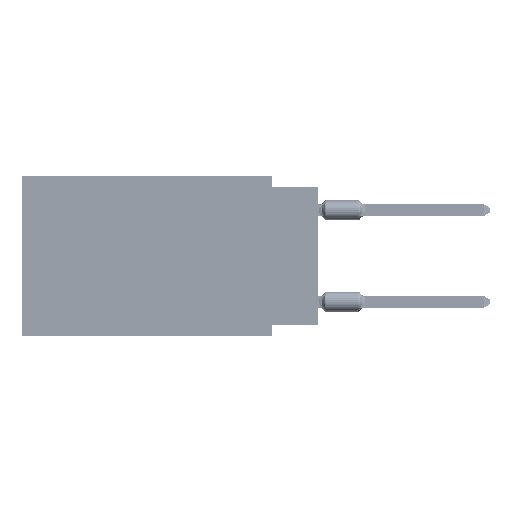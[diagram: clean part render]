
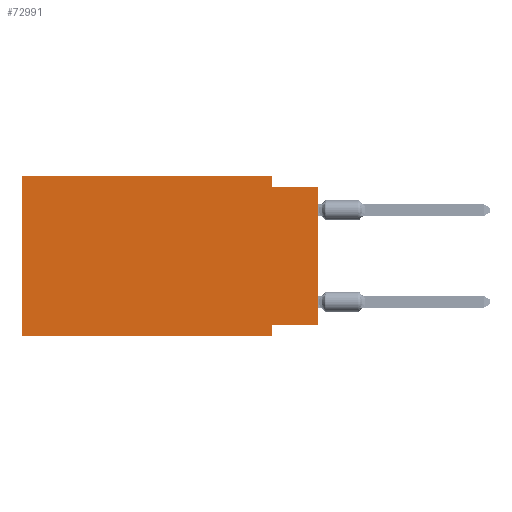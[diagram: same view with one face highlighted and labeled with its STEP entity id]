
A CAD part, left-side view. The second image highlights one B-rep face of the part: STEP entity #72991.
In plain terms, the highlighted planar face has unit normal (-1, 0, 0).
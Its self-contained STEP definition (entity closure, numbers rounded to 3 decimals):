
#977 = ORIENTED_EDGE ( 'NONE', *, *, #26152, .F. ) ;
#1767 = FACE_OUTER_BOUND ( 'NONE', #83758, .T. ) ;
#2027 = VERTEX_POINT ( 'NONE', #52255 ) ;
#2262 = LINE ( 'NONE', #76373, #21420 ) ;
#3368 = LINE ( 'NONE', #15812, #67339 ) ;
#3507 = CARTESIAN_POINT ( 'NONE',  ( 0., 16.383, 0. ) ) ;
#4106 = ORIENTED_EDGE ( 'NONE', *, *, #80257, .F. ) ;
#7680 = CARTESIAN_POINT ( 'NONE',  ( 0., 0., -8.255 ) ) ;
#8993 = VERTEX_POINT ( 'NONE', #40483 ) ;
#9265 = VERTEX_POINT ( 'NONE', #39926 ) ;
#10086 = LINE ( 'NONE', #22098, #78956 ) ;
#12070 = VERTEX_POINT ( 'NONE', #32374 ) ;
#12255 = ORIENTED_EDGE ( 'NONE', *, *, #78945, .T. ) ;
#12445 = VECTOR ( 'NONE', #78925, 1000. ) ;
#15812 = CARTESIAN_POINT ( 'NONE',  ( 0., 0., -8.255 ) ) ;
#15949 = DIRECTION ( 'NONE',  ( 0., 0., -1. ) ) ;
#15953 = LINE ( 'NONE', #3507, #30495 ) ;
#17422 = VECTOR ( 'NONE', #67269, 1000. ) ;
#18360 = ORIENTED_EDGE ( 'NONE', *, *, #31084, .T. ) ;
#20717 = ORIENTED_EDGE ( 'NONE', *, *, #60259, .F. ) ;
#21420 = VECTOR ( 'NONE', #21809, 1000. ) ;
#21809 = DIRECTION ( 'NONE',  ( 0., 0., -1. ) ) ;
#22098 = CARTESIAN_POINT ( 'NONE',  ( 0., 0., -0.635 ) ) ;
#24603 = VERTEX_POINT ( 'NONE', #53114 ) ;
#26152 = EDGE_CURVE ( 'NONE', #36424, #2027, #3368, .T. ) ;
#29509 = LINE ( 'NONE', #56569, #54911 ) ;
#30495 = VECTOR ( 'NONE', #43023, 1000. ) ;
#31084 = EDGE_CURVE ( 'NONE', #9265, #12070, #40211, .T. ) ;
#32374 = CARTESIAN_POINT ( 'NONE',  ( 0., 2.54, -8.89 ) ) ;
#35642 = DIRECTION ( 'NONE',  ( 0., 0., 1. ) ) ;
#36277 = DIRECTION ( 'NONE',  ( 0., -1., 0. ) ) ;
#36424 = VERTEX_POINT ( 'NONE', #7680 ) ;
#37213 = EDGE_CURVE ( 'NONE', #2027, #12070, #61918, .T. ) ;
#39926 = CARTESIAN_POINT ( 'NONE',  ( 0., 16.383, -8.89 ) ) ;
#40211 = LINE ( 'NONE', #67285, #12445 ) ;
#40441 = EDGE_CURVE ( 'NONE', #87139, #8993, #29509, .T. ) ;
#40483 = CARTESIAN_POINT ( 'NONE',  ( 0., 2.54, 0. ) ) ;
#42154 = PLANE ( 'NONE',  #81254 ) ;
#43023 = DIRECTION ( 'NONE',  ( 0., 0., 1. ) ) ;
#52255 = CARTESIAN_POINT ( 'NONE',  ( 0., 2.54, -8.255 ) ) ;
#53114 = CARTESIAN_POINT ( 'NONE',  ( 0., 0., -0.635 ) ) ;
#54911 = VECTOR ( 'NONE', #83653, 1000. ) ;
#56333 = DIRECTION ( 'NONE',  ( 1., 0., 0. ) ) ;
#56475 = LINE ( 'NONE', #68931, #74273 ) ;
#56569 = CARTESIAN_POINT ( 'NONE',  ( 0., 16.383, 0. ) ) ;
#57319 = EDGE_CURVE ( 'NONE', #58005, #24603, #10086, .T. ) ;
#57854 = ORIENTED_EDGE ( 'NONE', *, *, #37213, .F. ) ;
#58005 = VERTEX_POINT ( 'NONE', #81817 ) ;
#60259 = EDGE_CURVE ( 'NONE', #8993, #58005, #2262, .T. ) ;
#60520 = ORIENTED_EDGE ( 'NONE', *, *, #57319, .F. ) ;
#61918 = LINE ( 'NONE', #68582, #17422 ) ;
#62550 = CARTESIAN_POINT ( 'NONE',  ( 0., 16.383, 0. ) ) ;
#67269 = DIRECTION ( 'NONE',  ( 0., 0., -1. ) ) ;
#67285 = CARTESIAN_POINT ( 'NONE',  ( 0., 16.383, -8.89 ) ) ;
#67339 = VECTOR ( 'NONE', #78342, 1000. ) ;
#68582 = CARTESIAN_POINT ( 'NONE',  ( 0., 2.54, -8.89 ) ) ;
#68931 = CARTESIAN_POINT ( 'NONE',  ( 0., 0., 0. ) ) ;
#72991 = ADVANCED_FACE ( 'NONE', ( #1767 ), #42154, .F. ) ;
#74273 = VECTOR ( 'NONE', #35642, 1000. ) ;
#74468 = CARTESIAN_POINT ( 'NONE',  ( 0., 16.383, 0. ) ) ;
#76373 = CARTESIAN_POINT ( 'NONE',  ( 0., 2.54, 0. ) ) ;
#78342 = DIRECTION ( 'NONE',  ( 0., 1., 0. ) ) ;
#78925 = DIRECTION ( 'NONE',  ( 0., -1., 0. ) ) ;
#78945 = EDGE_CURVE ( 'NONE', #36424, #24603, #56475, .T. ) ;
#78956 = VECTOR ( 'NONE', #36277, 1000. ) ;
#80257 = EDGE_CURVE ( 'NONE', #9265, #87139, #15953, .T. ) ;
#81254 = AXIS2_PLACEMENT_3D ( 'NONE', #62550, #56333, #15949 ) ;
#81817 = CARTESIAN_POINT ( 'NONE',  ( 0., 2.54, -0.635 ) ) ;
#82065 = ORIENTED_EDGE ( 'NONE', *, *, #40441, .F. ) ;
#83653 = DIRECTION ( 'NONE',  ( 0., -1., 0. ) ) ;
#83758 = EDGE_LOOP ( 'NONE', ( #12255, #60520, #20717, #82065, #4106, #18360, #57854, #977 ) ) ;
#87139 = VERTEX_POINT ( 'NONE', #74468 ) ;
